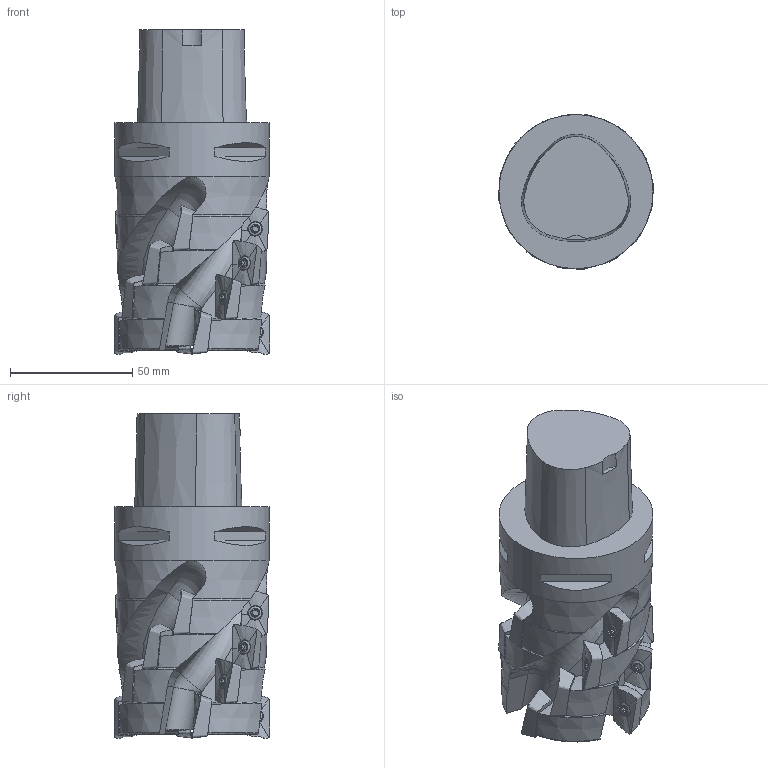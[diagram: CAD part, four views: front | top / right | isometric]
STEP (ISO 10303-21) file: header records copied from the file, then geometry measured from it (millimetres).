
FILE_DESCRIPTION(/* description */ (''),/* implementation_level */ '2;1');
FILE_NAME(/* name */ '1588325360964.stp',/* time_stamp */ '2020-05-01T14:59:53+05:00',/* author */ (''),/* organization */ ('SMS'),/* preprocessor_version */ 'ST-DEVELOPER v16.7',/* originating_system */ 'SIEMENS PLM Software NX 12.0',/* authorisation */ '');
FILE_SCHEMA (('AUTOMOTIVE_DESIGN { 1 0 10303 214 3 1 1 1 }'));
Products named in the file (4): ASSEMBLY_CONSTRUCTION; 202613866mod000_01; 202976756mod000_00; 202976765mod000_00
Assembly tree (18 placements, depth 2):
  202976765mod000_00
    202976756mod000_00
    202613866mod000_01  x16
    ASSEMBLY_CONSTRUCTION
Bounding box: 63.49 x 63.49 x 132.62 mm (x, y, z)
Volume: 271406.5 mm3; surface area: 46173 mm2
Topology: 17 solids, 18 shells, 675 faces, 1790 edges, 1237 vertices
Faces by surface type: extrusion 192, bspline 148, plane 105, cone 88, torus 80, cylinder 54, revolution 8
Full cylindrical faces by diameter (mm): 3.5 x16, 4.15 x16, 5.5 x16, 63 x1
Entity records: 41999 total; most frequent: CARTESIAN_POINT 28989, DIRECTION 2702, ORIENTED_EDGE 2480, EDGE_CURVE 1240, AXIS2_PLACEMENT_3D 1136, VERTEX_POINT 892, EDGE_LOOP 667, ELLIPSE 616
